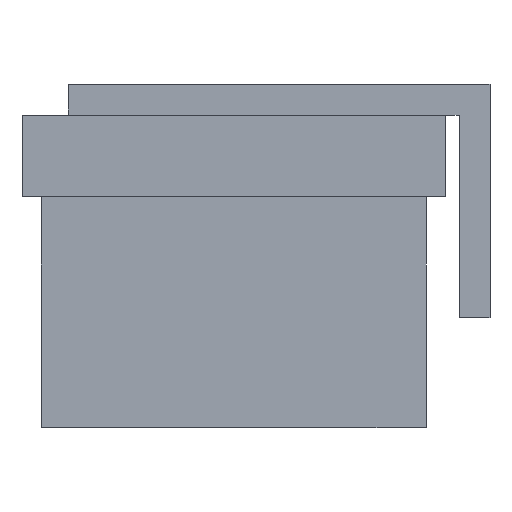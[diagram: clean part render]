
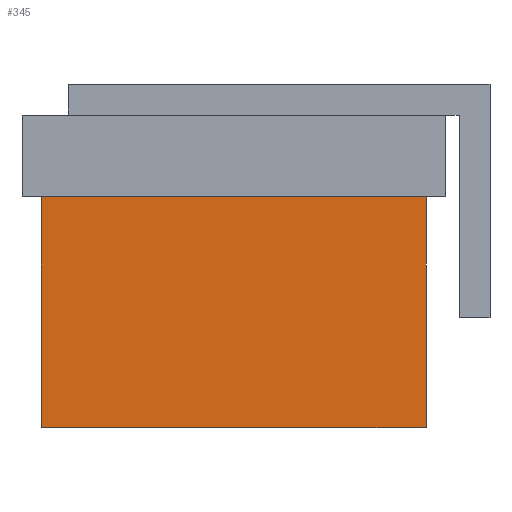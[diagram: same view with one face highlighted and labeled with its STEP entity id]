
A CAD part, front view. The second image highlights one B-rep face of the part: STEP entity #345.
In plain terms, the highlighted planar face has unit normal (0, -1, 0).
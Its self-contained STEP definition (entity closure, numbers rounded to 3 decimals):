
#48=ORIENTED_EDGE('',*,*,#124,.T.);
#49=ORIENTED_EDGE('',*,*,#135,.T.);
#50=ORIENTED_EDGE('',*,*,#128,.T.);
#51=ORIENTED_EDGE('',*,*,#132,.T.);
#124=EDGE_CURVE('',#168,#169,#200,.T.);
#128=EDGE_CURVE('',#172,#173,#204,.T.);
#132=EDGE_CURVE('',#173,#168,#208,.T.);
#135=EDGE_CURVE('',#169,#172,#211,.T.);
#168=VERTEX_POINT('',#503);
#169=VERTEX_POINT('',#504);
#172=VERTEX_POINT('',#512);
#173=VERTEX_POINT('',#513);
#200=LINE('',#502,#246);
#204=LINE('',#511,#250);
#208=LINE('',#520,#254);
#211=LINE('',#525,#257);
#246=VECTOR('',#410,1000.);
#250=VECTOR('',#416,1000.);
#254=VECTOR('',#422,1000.);
#257=VECTOR('',#429,1000.);
#286=EDGE_LOOP('',(#48,#49,#50,#51));
#306=FACE_BOUND('',#286,.T.);
#326=PLANE('',#377);
#345=ADVANCED_FACE('',(#306),#326,.T.);
#377=AXIS2_PLACEMENT_3D('',#524,#427,#428);
#410=DIRECTION('',(0.,0.,1.));
#416=DIRECTION('',(0.,0.,-1.));
#422=DIRECTION('',(1.,0.,0.));
#427=DIRECTION('',(0.,-1.,0.));
#428=DIRECTION('',(0.,0.,-1.));
#429=DIRECTION('',(-1.,0.,0.));
#502=CARTESIAN_POINT('',(125.,0.,-75.));
#503=CARTESIAN_POINT('',(125.,0.,-75.));
#504=CARTESIAN_POINT('',(125.,0.,75.));
#511=CARTESIAN_POINT('',(-125.,0.,75.));
#512=CARTESIAN_POINT('',(-125.,0.,75.));
#513=CARTESIAN_POINT('',(-125.,0.,-75.));
#520=CARTESIAN_POINT('',(-125.,0.,-75.));
#524=CARTESIAN_POINT('',(0.,0.,0.));
#525=CARTESIAN_POINT('',(125.,0.,75.));
